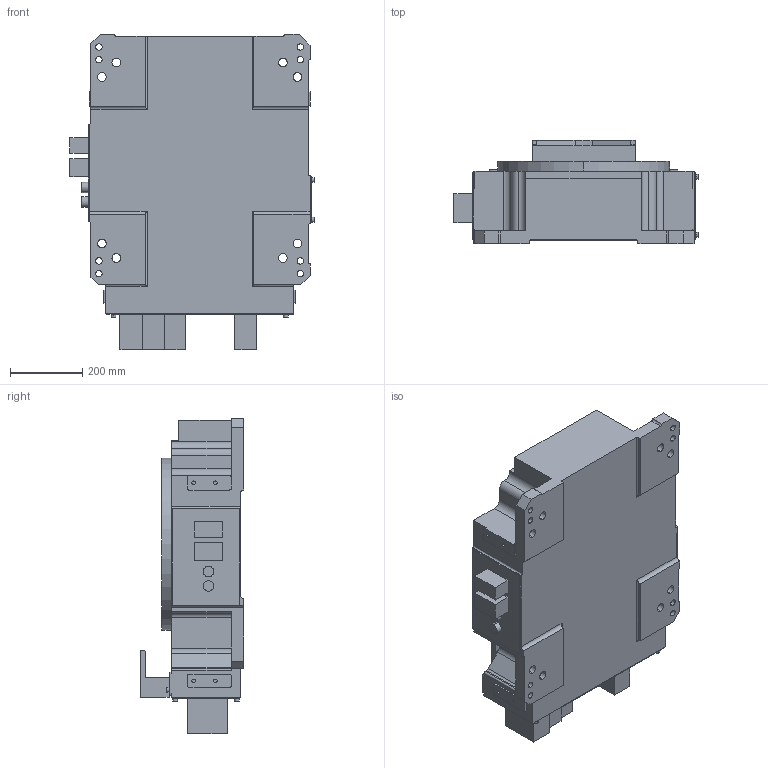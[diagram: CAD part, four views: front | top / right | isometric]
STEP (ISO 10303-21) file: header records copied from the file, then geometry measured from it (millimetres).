
FILE_DESCRIPTION (( 'STEP AP203' ), '1' );
FILE_NAME ('430-base_Default_sldprt.STEP', '2021-08-15T18:12:31', ( '' ), ( '' ), 'SwSTEP 2.0', 'SolidWorks 2021', '' );
FILE_SCHEMA (( 'CONFIG_CONTROL_DESIGN' ));
Length unit declared in the file: millimetre
Products named in the file (1): 430-base_Default_sldprt
Bounding box: 674 x 287.1 x 871 mm (x, y, z)
Volume: 86081620.4 mm3; surface area: 1798178.6 mm2
Topology: 1 solids, 1 shells, 347 faces, 924 edges, 614 vertices
Faces by surface type: plane 191, cylinder 156
Entity records: 11301 total; most frequent: CARTESIAN_POINT 2262, DIRECTION 1889, ORIENTED_EDGE 1848, EDGE_CURVE 924, AXIS2_PLACEMENT_3D 656, VERTEX_POINT 614, LINE 577, VECTOR 577
